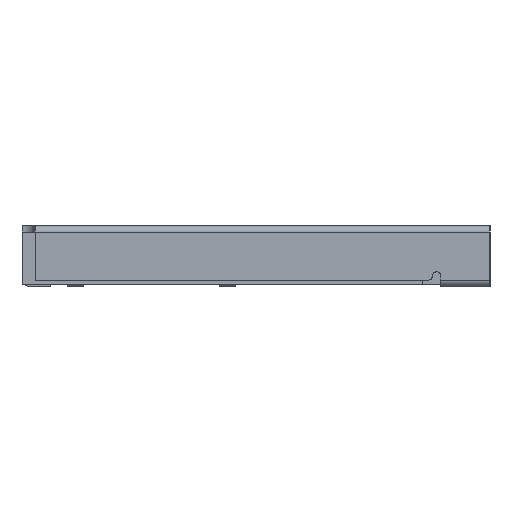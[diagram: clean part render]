
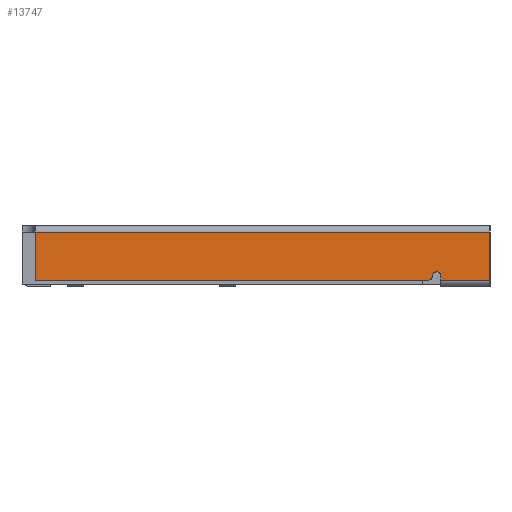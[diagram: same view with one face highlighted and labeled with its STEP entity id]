
A CAD part, left-side view. The second image highlights one B-rep face of the part: STEP entity #13747.
In plain terms, the highlighted planar face has unit normal (-1, 0, 0).
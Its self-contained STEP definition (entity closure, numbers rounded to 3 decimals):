
#646=PLANE('',#14667);
#1169=FACE_OUTER_BOUND('',#1916,.T.);
#1916=EDGE_LOOP('',(#10721,#10722,#10723,#10724,#10725,#10726,#10727,#10728));
#3187=LINE('',#21701,#4649);
#3194=LINE('',#21720,#4656);
#3195=LINE('',#21722,#4657);
#3196=LINE('',#21724,#4658);
#3197=LINE('',#21726,#4659);
#3198=LINE('',#21727,#4660);
#4649=VECTOR('',#16954,1.);
#4656=VECTOR('',#16969,1.);
#4657=VECTOR('',#16970,1.);
#4658=VECTOR('',#16971,1.);
#4659=VECTOR('',#16972,1.);
#4660=VECTOR('',#16973,1.);
#5449=CIRCLE('',#14668,0.1);
#5450=CIRCLE('',#14669,0.1);
#6406=VERTEX_POINT('',#21698);
#6407=VERTEX_POINT('',#21700);
#6414=VERTEX_POINT('',#21718);
#6415=VERTEX_POINT('',#21719);
#6416=VERTEX_POINT('',#21721);
#6417=VERTEX_POINT('',#21723);
#6418=VERTEX_POINT('',#21725);
#6419=VERTEX_POINT('',#21728);
#7970=EDGE_CURVE('',#6407,#6406,#3187,.T.);
#7979=EDGE_CURVE('',#6414,#6415,#3194,.T.);
#7980=EDGE_CURVE('',#6414,#6416,#3195,.T.);
#7981=EDGE_CURVE('',#6417,#6416,#3196,.T.);
#7982=EDGE_CURVE('',#6417,#6418,#3197,.T.);
#7983=EDGE_CURVE('',#6407,#6418,#3198,.T.);
#7984=EDGE_CURVE('',#6406,#6419,#5449,.T.);
#7985=EDGE_CURVE('',#6419,#6415,#5450,.T.);
#10721=ORIENTED_EDGE('',*,*,#7979,.F.);
#10722=ORIENTED_EDGE('',*,*,#7980,.T.);
#10723=ORIENTED_EDGE('',*,*,#7981,.F.);
#10724=ORIENTED_EDGE('',*,*,#7982,.T.);
#10725=ORIENTED_EDGE('',*,*,#7983,.F.);
#10726=ORIENTED_EDGE('',*,*,#7970,.T.);
#10727=ORIENTED_EDGE('',*,*,#7984,.T.);
#10728=ORIENTED_EDGE('',*,*,#7985,.T.);
#13747=ADVANCED_FACE('',(#1169),#646,.T.);
#14667=AXIS2_PLACEMENT_3D('',#21717,#16967,#16968);
#14668=AXIS2_PLACEMENT_3D('',#21729,#16974,#16975);
#14669=AXIS2_PLACEMENT_3D('',#21730,#16976,#16977);
#16954=DIRECTION('',(0.,-1.,0.));
#16967=DIRECTION('center_axis',(-1.,0.,0.));
#16968=DIRECTION('ref_axis',(0.,0.,1.));
#16969=DIRECTION('',(0.,0.,1.));
#16970=DIRECTION('',(0.,-1.,0.));
#16971=DIRECTION('',(0.,0.,-1.));
#16972=DIRECTION('',(0.,1.,0.));
#16973=DIRECTION('',(0.,0.,1.));
#16974=DIRECTION('center_axis',(-1.,0.,0.));
#16975=DIRECTION('ref_axis',(0.,0.,1.));
#16976=DIRECTION('center_axis',(1.,0.,0.));
#16977=DIRECTION('ref_axis',(0.,0.,1.));
#21698=CARTESIAN_POINT('',(-5.975,-4.25,0.15));
#21700=CARTESIAN_POINT('',(-5.975,5.33,0.15));
#21701=CARTESIAN_POINT('',(-5.975,17.673,0.15));
#21717=CARTESIAN_POINT('Origin',(-5.975,17.673,1.32));
#21718=CARTESIAN_POINT('',(-5.975,-4.55,0.15));
#21719=CARTESIAN_POINT('',(-5.975,-4.55,0.25));
#21720=CARTESIAN_POINT('',(-5.975,-4.55,0.));
#21721=CARTESIAN_POINT('',(-5.975,-5.75,0.15));
#21722=CARTESIAN_POINT('',(-5.975,-5.75,0.15));
#21723=CARTESIAN_POINT('',(-5.975,-5.75,1.32));
#21724=CARTESIAN_POINT('',(-5.975,-5.75,1.32));
#21725=CARTESIAN_POINT('',(-5.975,5.33,1.32));
#21726=CARTESIAN_POINT('',(-5.975,17.673,1.32));
#21727=CARTESIAN_POINT('',(-5.975,5.33,0.05));
#21728=CARTESIAN_POINT('',(-5.975,-4.35,0.25));
#21729=CARTESIAN_POINT('Origin',(-5.975,-4.25,0.25));
#21730=CARTESIAN_POINT('Origin',(-5.975,-4.45,0.25));
